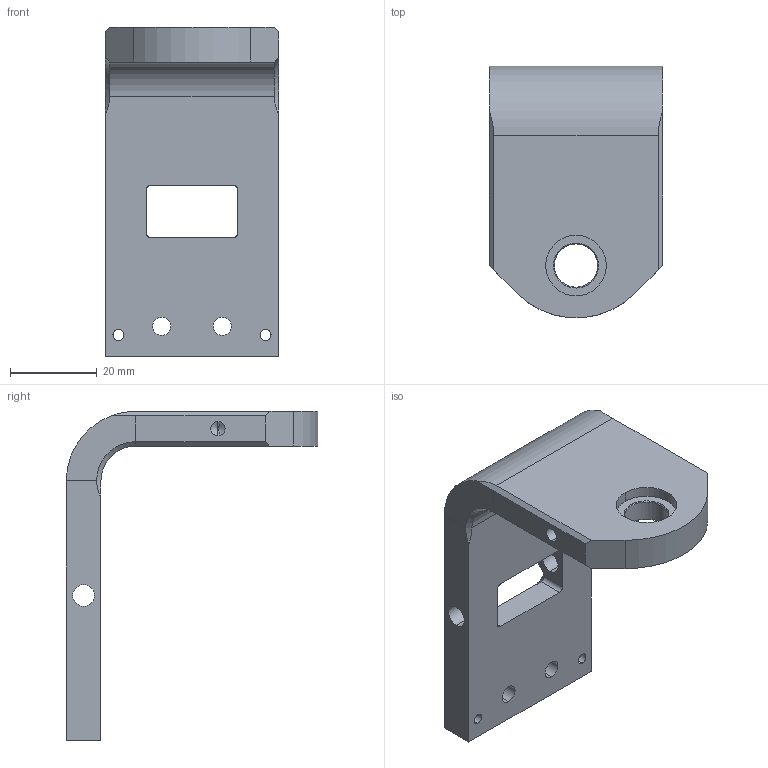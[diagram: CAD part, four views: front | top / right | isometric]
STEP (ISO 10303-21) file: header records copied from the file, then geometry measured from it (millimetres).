
FILE_DESCRIPTION (( 'STEP AP214' ), '1' );
FILE_NAME ('ALTI_USI_0003.STEP', '2020-05-04T08:00:43', ( '' ), ( '' ), 'SwSTEP 2.0', 'SolidWorks 2016', '' );
FILE_SCHEMA (( 'AUTOMOTIVE_DESIGN' ));
Length unit declared in the file: millimetre
Products named in the file (1): ALTI_USI_0003
Bounding box: 40 x 58.02 x 76 mm (x, y, z)
Volume: 33179.4 mm3; surface area: 12873.2 mm2
Topology: 1 solids, 1 shells, 77 faces, 198 edges, 119 vertices
Faces by surface type: cylinder 33, plane 24, cone 20
Entity records: 2460 total; most frequent: CARTESIAN_POINT 441, DIRECTION 414, ORIENTED_EDGE 376, EDGE_CURVE 188, AXIS2_PLACEMENT_3D 156, VERTEX_POINT 119, LINE 102, VECTOR 102
